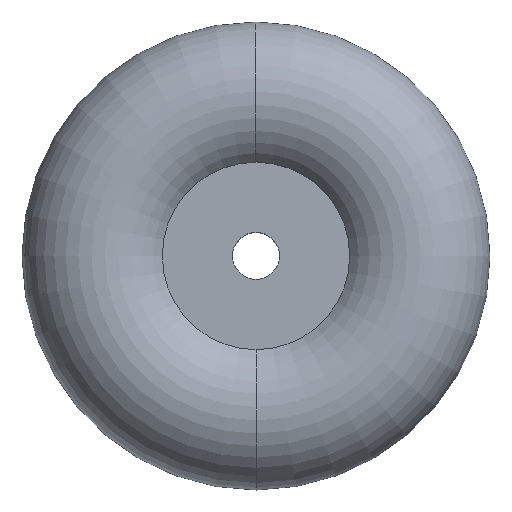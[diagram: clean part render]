
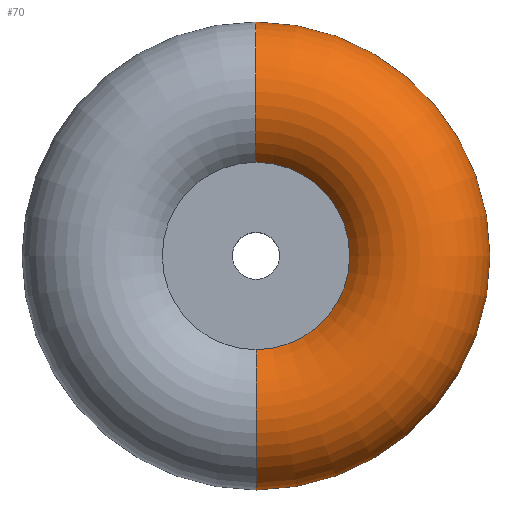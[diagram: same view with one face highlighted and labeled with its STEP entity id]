
A CAD part, top view. The second image highlights one B-rep face of the part: STEP entity #70.
In plain terms, the highlighted toroidal (fillet/blend) face has major radius 10 mm and minor radius 5 mm.
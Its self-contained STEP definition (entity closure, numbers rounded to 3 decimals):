
#31=CARTESIAN_POINT('Axis2P3D Location',(0.,0.,0.)) ;
#36=CARTESIAN_POINT('Axis2P3D Location',(0.,0.,-3.)) ;
#40=CARTESIAN_POINT('Vertex',(0.,6.,-3.)) ;
#42=CARTESIAN_POINT('Vertex',(0.,-6.,-3.)) ;
#45=CARTESIAN_POINT('Axis2P3D Location',(0.,10.,0.)) ;
#49=CARTESIAN_POINT('Vertex',(0.,6.,3.)) ;
#52=CARTESIAN_POINT('Axis2P3D Location',(0.,0.,3.)) ;
#56=CARTESIAN_POINT('Vertex',(0.,-6.,3.)) ;
#59=CARTESIAN_POINT('Axis2P3D Location',(0.,-10.,0.)) ;
#32=DIRECTION('Axis2P3D Direction',(0.,0.,-1.)) ;
#33=DIRECTION('Axis2P3D XDirection',(0.,1.,0.)) ;
#37=DIRECTION('Axis2P3D Direction',(0.,0.,-1.)) ;
#46=DIRECTION('Axis2P3D Direction',(-1.,0.,-0.)) ;
#53=DIRECTION('Axis2P3D Direction',(0.,0.,-1.)) ;
#60=DIRECTION('Axis2P3D Direction',(1.,0.,0.)) ;
#34=AXIS2_PLACEMENT_3D('Torus Axis2P3D',#31,#32,#33) ;
#38=AXIS2_PLACEMENT_3D('Circle Axis2P3D',#36,#37,$) ;
#47=AXIS2_PLACEMENT_3D('Circle Axis2P3D',#45,#46,$) ;
#54=AXIS2_PLACEMENT_3D('Circle Axis2P3D',#52,#53,$) ;
#61=AXIS2_PLACEMENT_3D('Circle Axis2P3D',#59,#60,$) ;
#39=CIRCLE('generated circle',#38,6.) ;
#48=CIRCLE('generated circle',#47,5.) ;
#55=CIRCLE('generated circle',#54,6.) ;
#62=CIRCLE('generated circle',#61,5.) ;
#35=TOROIDAL_SURFACE('homeo Torus',#34,10.,5.) ;
#44=EDGE_CURVE('',#41,#43,#39,.T.) ;
#51=EDGE_CURVE('',#41,#50,#48,.F.) ;
#58=EDGE_CURVE('',#50,#57,#55,.T.) ;
#63=EDGE_CURVE('',#43,#57,#62,.F.) ;
#65=ORIENTED_EDGE('',*,*,#44,.F.) ;
#66=ORIENTED_EDGE('',*,*,#51,.T.) ;
#67=ORIENTED_EDGE('',*,*,#58,.T.) ;
#68=ORIENTED_EDGE('',*,*,#63,.F.) ;
#64=EDGE_LOOP('',(#65,#66,#67,#68)) ;
#41=VERTEX_POINT('',#40) ;
#43=VERTEX_POINT('',#42) ;
#50=VERTEX_POINT('',#49) ;
#57=VERTEX_POINT('',#56) ;
#70=ADVANCED_FACE('PartBody',(#69),#35,.T.) ;
#69=FACE_OUTER_BOUND('',#64,.T.) ;
